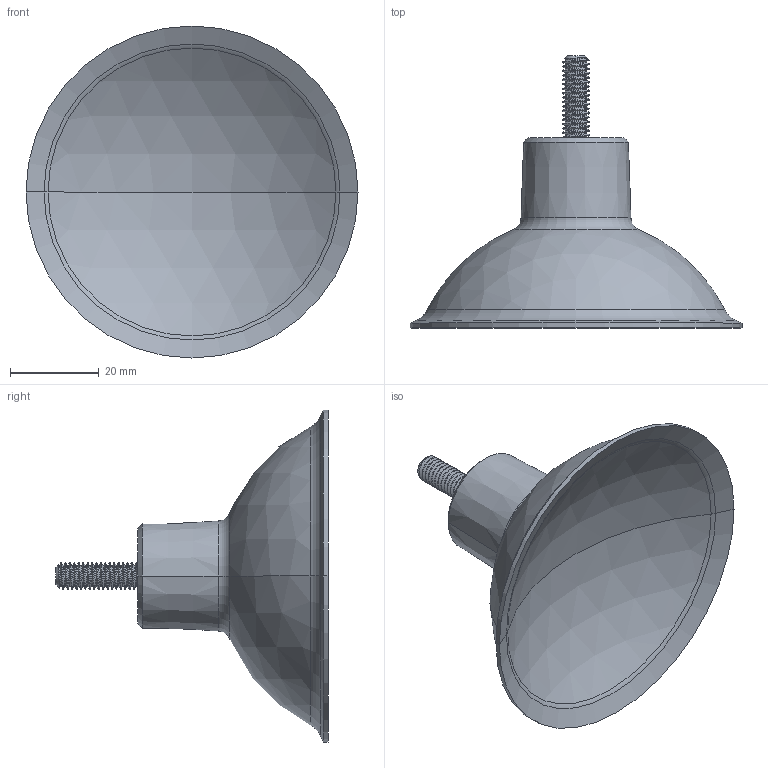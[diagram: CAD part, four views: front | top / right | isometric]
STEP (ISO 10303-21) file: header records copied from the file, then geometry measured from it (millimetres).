
FILE_DESCRIPTION (( 'STEP AP214' ), '1' );
FILE_NAME ('962 Rub. Suction Cap Black M6 SS Bolt.STEP', '2024-08-27T00:59:30', ( '' ), ( '' ), 'SwSTEP 2.0', 'SolidWorks 2024', '' );
FILE_SCHEMA (( 'AUTOMOTIVE_DESIGN' ));
Length unit declared in the file: millimetre
Products named in the file (1): 962 Rub. Suction Cap Black M6 SS Bolt
Bounding box: 75 x 61.5 x 75 mm (x, y, z)
Volume: 40185.3 mm3; surface area: 14254.3 mm2
Topology: 2 solids, 2 shells, 104 faces, 274 edges, 177 vertices
Faces by surface type: cylinder 63, plane 18, cone 10, torus 6, sphere 4, bspline 3
Entity records: 9611 total; most frequent: CARTESIAN_POINT 7366, ORIENTED_EDGE 548, DIRECTION 386, EDGE_CURVE 274, VERTEX_POINT 177, AXIS2_PLACEMENT_3D 139, LINE 108, VECTOR 108
